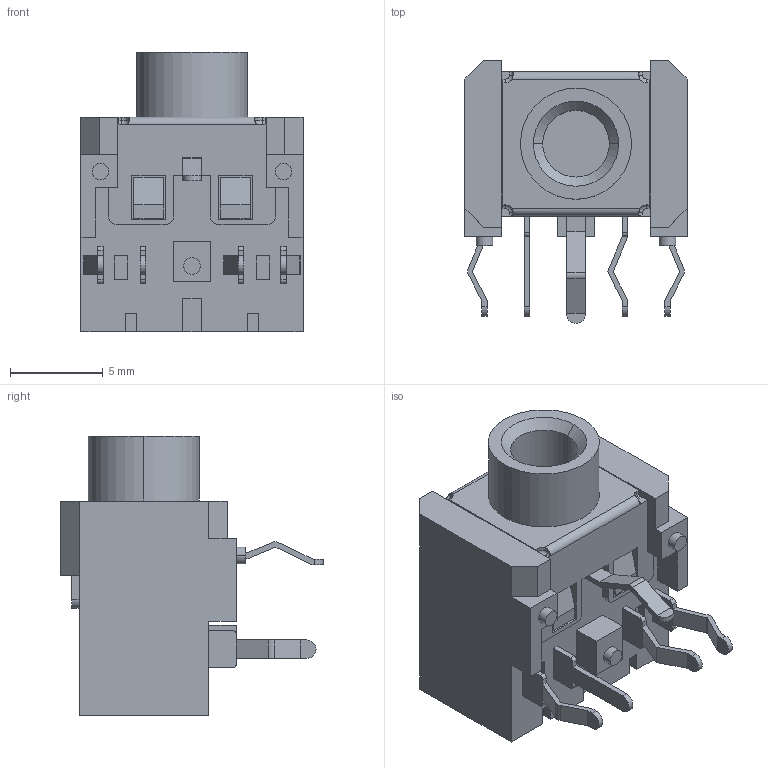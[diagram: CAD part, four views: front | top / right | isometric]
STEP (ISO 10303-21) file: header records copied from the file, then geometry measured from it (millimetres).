
FILE_DESCRIPTION((''),'2;1');
FILE_NAME('PJ-3062-X','2020-04-10T',('Administrator'),(''),'PRO/ENGINEER BY PARAMETRIC TECHNOLOGY CORPORATION, 2010280','PRO/ENGINEER BY PARAMETRIC TECHNOLOGY CORPORATION, 2010280','');
FILE_SCHEMA(('CONFIG_CONTROL_DESIGN'));
Length unit declared in the file: millimetre
Products named in the file (1): PJ-3062-X
Bounding box: 12 x 14.2 x 15.1 mm (x, y, z)
Volume: 1101.5 mm3; surface area: 959.2 mm2
Topology: 1 solids, 1 shells, 713 faces, 1968 edges, 1302 vertices
Faces by surface type: plane 654, cylinder 53, bspline 3, cone 2, torus 1
Entity records: 22383 total; most frequent: CARTESIAN_POINT 4066, ORIENTED_EDGE 3936, DIRECTION 3488, EDGE_CURVE 1968, VECTOR 1852, LINE 1852, VERTEX_POINT 1302, AXIS2_PLACEMENT_3D 818
